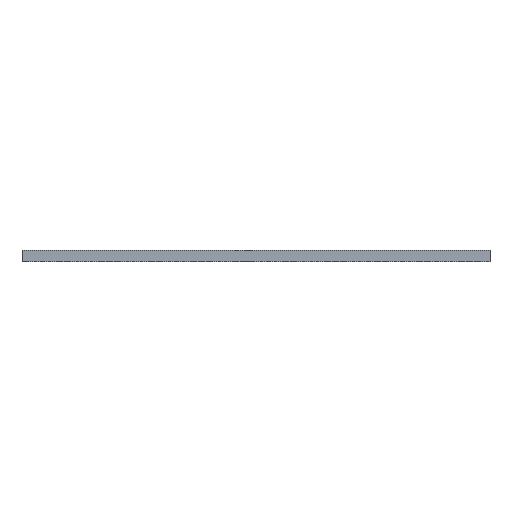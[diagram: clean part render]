
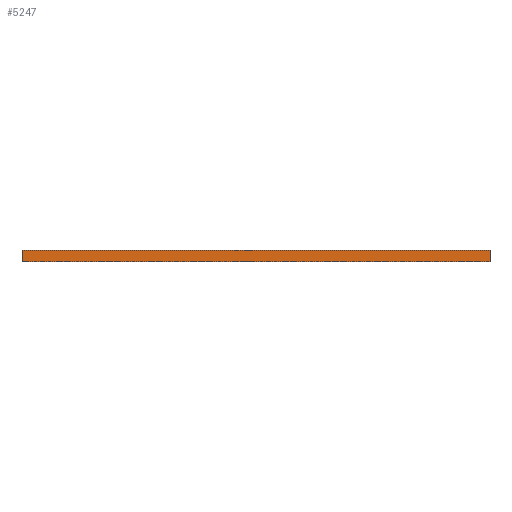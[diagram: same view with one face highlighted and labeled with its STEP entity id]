
A CAD part, top view. The second image highlights one B-rep face of the part: STEP entity #5247.
In plain terms, the highlighted planar face has unit normal (0, 0, 1).
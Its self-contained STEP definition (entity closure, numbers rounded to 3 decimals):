
#155 = ORIENTED_EDGE ( 'NONE', *, *, #6584, .F. ) ;
#455 = EDGE_CURVE ( 'NONE', #2214, #5922, #2972, .T. ) ;
#481 = CARTESIAN_POINT ( 'NONE',  ( 2963., 0., -24.2 ) ) ;
#659 = FACE_OUTER_BOUND ( 'NONE', #4651, .T. ) ;
#1095 = DIRECTION ( 'NONE',  ( -1., 0., 0. ) ) ;
#1112 = CARTESIAN_POINT ( 'NONE',  ( 2963., 0., -24.2 ) ) ;
#1209 = CARTESIAN_POINT ( 'NONE',  ( 0., 74.15, -24.2 ) ) ;
#1818 = VECTOR ( 'NONE', #5784, 1000. ) ;
#1844 = DIRECTION ( 'NONE',  ( 0., 0., 1. ) ) ;
#2214 = VERTEX_POINT ( 'NONE', #3444 ) ;
#2252 = LINE ( 'NONE', #1112, #1818 ) ;
#2315 = ORIENTED_EDGE ( 'NONE', *, *, #3504, .T. ) ;
#2521 = DIRECTION ( 'NONE',  ( 1., 0., 0. ) ) ;
#2972 = LINE ( 'NONE', #7718, #3260 ) ;
#3260 = VECTOR ( 'NONE', #1095, 1000. ) ;
#3358 = VERTEX_POINT ( 'NONE', #6293 ) ;
#3444 = CARTESIAN_POINT ( 'NONE',  ( 2963., 74.15, -24.2 ) ) ;
#3451 = LINE ( 'NONE', #7410, #5528 ) ;
#3504 = EDGE_CURVE ( 'NONE', #3358, #2214, #2252, .T. ) ;
#3880 = CARTESIAN_POINT ( 'NONE',  ( 2963., 1.8, -24.2 ) ) ;
#3943 = ORIENTED_EDGE ( 'NONE', *, *, #7226, .F. ) ;
#4118 = DIRECTION ( 'NONE',  ( 0., 1., 0. ) ) ;
#4651 = EDGE_LOOP ( 'NONE', ( #7430, #155, #3943, #2315 ) ) ;
#5247 = ADVANCED_FACE ( 'NONE', ( #659 ), #6434, .T. ) ;
#5432 = LINE ( 'NONE', #3880, #5852 ) ;
#5528 = VECTOR ( 'NONE', #4118, 1000. ) ;
#5784 = DIRECTION ( 'NONE',  ( 0., 1., 0. ) ) ;
#5852 = VECTOR ( 'NONE', #5868, 1000. ) ;
#5868 = DIRECTION ( 'NONE',  ( -1., 0., 0. ) ) ;
#5922 = VERTEX_POINT ( 'NONE', #1209 ) ;
#6293 = CARTESIAN_POINT ( 'NONE',  ( 2963., 1.8, -24.2 ) ) ;
#6434 = PLANE ( 'NONE',  #7625 ) ;
#6584 = EDGE_CURVE ( 'NONE', #8392, #5922, #3451, .T. ) ;
#6801 = CARTESIAN_POINT ( 'NONE',  ( 0., 1.8, -24.2 ) ) ;
#7226 = EDGE_CURVE ( 'NONE', #3358, #8392, #5432, .T. ) ;
#7410 = CARTESIAN_POINT ( 'NONE',  ( 0., 0., -24.2 ) ) ;
#7430 = ORIENTED_EDGE ( 'NONE', *, *, #455, .T. ) ;
#7625 = AXIS2_PLACEMENT_3D ( 'NONE', #481, #1844, #2521 ) ;
#7718 = CARTESIAN_POINT ( 'NONE',  ( 2963., 74.15, -24.2 ) ) ;
#8392 = VERTEX_POINT ( 'NONE', #6801 ) ;
